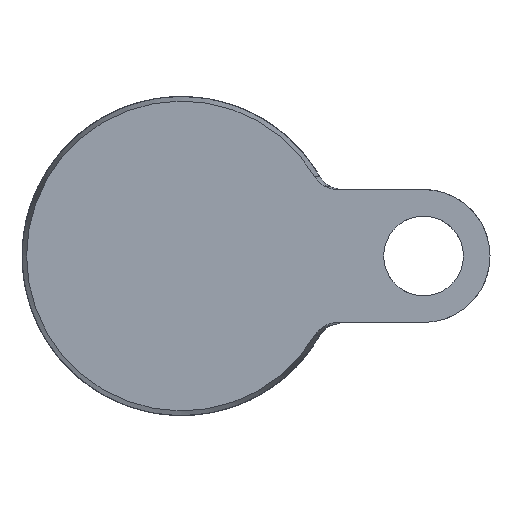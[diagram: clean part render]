
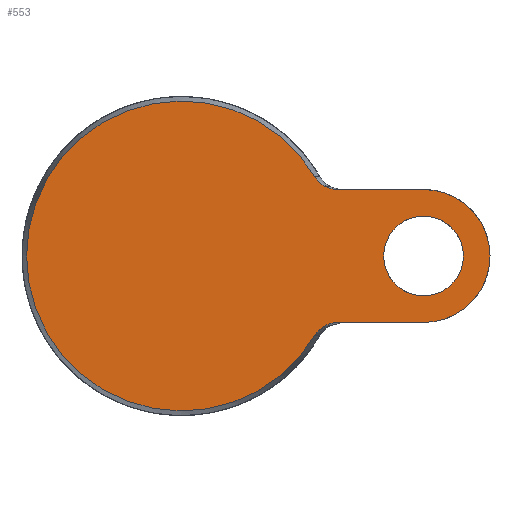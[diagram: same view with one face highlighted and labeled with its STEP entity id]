
A CAD part, front view. The second image highlights one B-rep face of the part: STEP entity #553.
In plain terms, the highlighted planar face has unit normal (0, -1, 0).
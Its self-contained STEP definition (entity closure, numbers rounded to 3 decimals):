
#1 = EDGE_CURVE ( 'NONE', #686, #686, #22, .T. ) ;
#14 = DIRECTION ( 'NONE',  ( 0., 0., -1. ) ) ;
#22 = CIRCLE ( 'NONE', #227, 7.5 ) ;
#41 = DIRECTION ( 'NONE',  ( 1., 0., 0. ) ) ;
#61 = CARTESIAN_POINT ( 'NONE',  ( 26.144, 0., 13.642 ) ) ;
#90 = VERTEX_POINT ( 'NONE', #369 ) ;
#103 = CARTESIAN_POINT ( 'NONE',  ( -29.143, 0., 0. ) ) ;
#113 = CIRCLE ( 'NONE', #279, 29.143 ) ;
#131 = VECTOR ( 'NONE', #938, 1000. ) ;
#139 = CARTESIAN_POINT ( 'NONE',  ( 26.495, 0., 13.38 ) ) ;
#143 = EDGE_CURVE ( 'NONE', #675, #328, #113, .T. ) ;
#147 = CARTESIAN_POINT ( 'NONE',  ( 27.057, 0., 13.048 ) ) ;
#149 = CARTESIAN_POINT ( 'NONE',  ( 15., 0., -12.5 ) ) ;
#154 = CARTESIAN_POINT ( 'NONE',  ( 25.011, 0., -14.959 ) ) ;
#155 = ORIENTED_EDGE ( 'NONE', *, *, #1009, .T. ) ;
#158 = EDGE_CURVE ( 'NONE', #328, #90, #732, .T. ) ;
#203 = CARTESIAN_POINT ( 'NONE',  ( 27.871, 0., -12.72 ) ) ;
#217 = CARTESIAN_POINT ( 'NONE',  ( 26.497, 0., -13.379 ) ) ;
#227 = AXIS2_PLACEMENT_3D ( 'NONE', #1099, #332, #666 ) ;
#259 = ORIENTED_EDGE ( 'NONE', *, *, #990, .F. ) ;
#279 = AXIS2_PLACEMENT_3D ( 'NONE', #802, #457, #14 ) ;
#328 = VERTEX_POINT ( 'NONE', #154 ) ;
#332 = DIRECTION ( 'NONE',  ( 0., 1., 0. ) ) ;
#336 = CARTESIAN_POINT ( 'NONE',  ( 45.5, 0., 12.5 ) ) ;
#341 = EDGE_LOOP ( 'NONE', ( #835 ) ) ;
#342 = CARTESIAN_POINT ( 'NONE',  ( 45.5, 0., 7.5 ) ) ;
#351 = VERTEX_POINT ( 'NONE', #514 ) ;
#356 = CARTESIAN_POINT ( 'NONE',  ( 28.503, 0., -12.556 ) ) ;
#360 = EDGE_CURVE ( 'NONE', #351, #90, #859, .T. ) ;
#369 = CARTESIAN_POINT ( 'NONE',  ( 29.374, 0., -12.5 ) ) ;
#376 = VERTEX_POINT ( 'NONE', #336 ) ;
#377 = DIRECTION ( 'NONE',  ( 0., 0., -1. ) ) ;
#395 = EDGE_LOOP ( 'NONE', ( #874, #155, #515, #987, #839, #259 ) ) ;
#420 = AXIS2_PLACEMENT_3D ( 'NONE', #1060, #729, #377 ) ;
#428 = CARTESIAN_POINT ( 'NONE',  ( 29.374, 0., 12.5 ) ) ;
#448 = DIRECTION ( 'NONE',  ( 0., 0., 1. ) ) ;
#457 = DIRECTION ( 'NONE',  ( 0., -1., 0. ) ) ;
#490 = CARTESIAN_POINT ( 'NONE',  ( 26.678, 0., 13.261 ) ) ;
#514 = CARTESIAN_POINT ( 'NONE',  ( 45.5, 0., -12.5 ) ) ;
#515 = ORIENTED_EDGE ( 'NONE', *, *, #143, .T. ) ;
#517 = DIRECTION ( 'NONE',  ( 0., 1., 0. ) ) ;
#526 = FACE_BOUND ( 'NONE', #341, .T. ) ;
#531 = CARTESIAN_POINT ( 'NONE',  ( 15., 0., 12.5 ) ) ;
#532 = B_SPLINE_CURVE_WITH_KNOTS ( 'NONE', 3,
 ( #617, #977, #928, #662, #667, #826, #147, #490, #139, #61, #1079, #1089, #560, #743 ),
 .UNSPECIFIED., .F., .F.,
 ( 4, 2, 2, 2, 2, 2, 4 ),
 ( 0., 0.001, 0.002, 0.003, 0.003, 0.004, 0.005 ),
 .UNSPECIFIED. ) ;
#547 = CARTESIAN_POINT ( 'NONE',  ( 25.011, 0., 14.959 ) ) ;
#548 = CARTESIAN_POINT ( 'NONE',  ( 27.255, 0., -12.953 ) ) ;
#553 = ADVANCED_FACE ( 'NONE', ( #1036, #526 ), #601, .F. ) ;
#560 = CARTESIAN_POINT ( 'NONE',  ( 25.237, 0., 14.58 ) ) ;
#601 = PLANE ( 'NONE',  #925 ) ;
#617 = CARTESIAN_POINT ( 'NONE',  ( 29.374, 0., 12.5 ) ) ;
#619 = CARTESIAN_POINT ( 'NONE',  ( 25.237, 0., -14.58 ) ) ;
#644 = VECTOR ( 'NONE', #41, 1000. ) ;
#662 = CARTESIAN_POINT ( 'NONE',  ( 27.869, 0., 12.721 ) ) ;
#666 = DIRECTION ( 'NONE',  ( 0., 0., 1. ) ) ;
#667 = CARTESIAN_POINT ( 'NONE',  ( 27.659, 0., 12.79 ) ) ;
#675 = VERTEX_POINT ( 'NONE', #547 ) ;
#686 = VERTEX_POINT ( 'NONE', #342 ) ;
#713 = CARTESIAN_POINT ( 'NONE',  ( 27.662, 0., -12.789 ) ) ;
#729 = DIRECTION ( 'NONE',  ( 0., 1., 0. ) ) ;
#732 = B_SPLINE_CURVE_WITH_KNOTS ( 'NONE', 3,
 ( #1046, #619, #964, #879, #1052, #217, #969, #548, #713, #203, #356, #888, #1037 ),
 .UNSPECIFIED., .F., .F.,
 ( 4, 2, 2, 1, 2, 2, 4 ),
 ( 0., 0.001, 0.002, 0.003, 0.003, 0.004, 0.005 ),
 .UNSPECIFIED. ) ;
#734 = VERTEX_POINT ( 'NONE', #428 ) ;
#743 = CARTESIAN_POINT ( 'NONE',  ( 25.011, 0., 14.959 ) ) ;
#802 = CARTESIAN_POINT ( 'NONE',  ( 0., 0., 0. ) ) ;
#805 = LINE ( 'NONE', #531, #644 ) ;
#826 = CARTESIAN_POINT ( 'NONE',  ( 27.253, 0., 12.954 ) ) ;
#835 = ORIENTED_EDGE ( 'NONE', *, *, #1, .T. ) ;
#839 = ORIENTED_EDGE ( 'NONE', *, *, #360, .F. ) ;
#853 = CIRCLE ( 'NONE', #420, 12.5 ) ;
#859 = LINE ( 'NONE', #149, #131 ) ;
#874 = ORIENTED_EDGE ( 'NONE', *, *, #900, .F. ) ;
#879 = CARTESIAN_POINT ( 'NONE',  ( 25.977, 0., -13.784 ) ) ;
#888 = CARTESIAN_POINT ( 'NONE',  ( 28.933, 0., -12.5 ) ) ;
#900 = EDGE_CURVE ( 'NONE', #734, #376, #805, .T. ) ;
#925 = AXIS2_PLACEMENT_3D ( 'NONE', #103, #517, #448 ) ;
#928 = CARTESIAN_POINT ( 'NONE',  ( 28.502, 0., 12.556 ) ) ;
#938 = DIRECTION ( 'NONE',  ( -1., 0., 0. ) ) ;
#964 = CARTESIAN_POINT ( 'NONE',  ( 25.508, 0., -14.24 ) ) ;
#969 = CARTESIAN_POINT ( 'NONE',  ( 26.862, 0., -13.142 ) ) ;
#977 = CARTESIAN_POINT ( 'NONE',  ( 28.933, 0., 12.5 ) ) ;
#987 = ORIENTED_EDGE ( 'NONE', *, *, #158, .T. ) ;
#990 = EDGE_CURVE ( 'NONE', #376, #351, #853, .T. ) ;
#1009 = EDGE_CURVE ( 'NONE', #734, #675, #532, .T. ) ;
#1036 = FACE_OUTER_BOUND ( 'NONE', #395, .T. ) ;
#1037 = CARTESIAN_POINT ( 'NONE',  ( 29.374, 0., -12.5 ) ) ;
#1046 = CARTESIAN_POINT ( 'NONE',  ( 25.011, 0., -14.959 ) ) ;
#1052 = CARTESIAN_POINT ( 'NONE',  ( 26.146, 0., -13.64 ) ) ;
#1060 = CARTESIAN_POINT ( 'NONE',  ( 45.5, 0., 0. ) ) ;
#1079 = CARTESIAN_POINT ( 'NONE',  ( 25.976, 0., 13.785 ) ) ;
#1089 = CARTESIAN_POINT ( 'NONE',  ( 25.507, 0., 14.24 ) ) ;
#1099 = CARTESIAN_POINT ( 'NONE',  ( 45.5, 0., 0. ) ) ;
